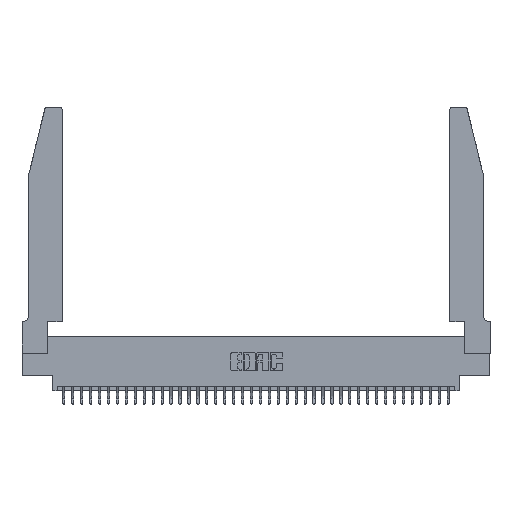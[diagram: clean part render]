
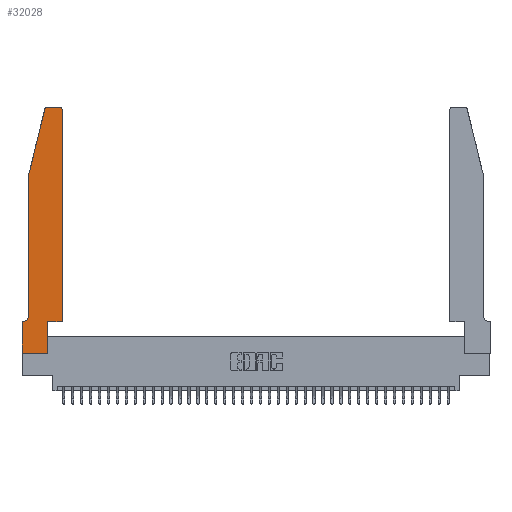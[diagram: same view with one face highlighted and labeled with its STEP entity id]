
A CAD part, top view. The second image highlights one B-rep face of the part: STEP entity #32028.
In plain terms, the highlighted planar face has unit normal (0, 0, 1).
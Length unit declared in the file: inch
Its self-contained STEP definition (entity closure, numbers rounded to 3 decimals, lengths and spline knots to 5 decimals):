
#86 = DIRECTION ( 'NONE',  ( 0., 1., 0. ) ) ;
#94 = ORIENTED_EDGE ( 'NONE', *, *, #38387, .T. ) ;
#120 = LINE ( 'NONE', #15158, #37682 ) ;
#342 = ORIENTED_EDGE ( 'NONE', *, *, #4179, .T. ) ;
#630 = DIRECTION ( 'NONE',  ( 1., 0., 0. ) ) ;
#1258 = CARTESIAN_POINT ( 'NONE',  ( 0.0755, 0.42, 0.37 ) ) ;
#1403 = EDGE_CURVE ( 'NONE', #26316, #16149, #120, .T. ) ;
#2040 = EDGE_CURVE ( 'NONE', #2293, #8814, #17154, .T. ) ;
#2293 = VERTEX_POINT ( 'NONE', #14628 ) ;
#2334 = VECTOR ( 'NONE', #21830, 39.37008 ) ;
#2751 = CARTESIAN_POINT ( 'NONE',  ( 0.0055, 0.35, 0.37 ) ) ;
#3031 = CARTESIAN_POINT ( 'NONE',  ( 0., 0., 0.37 ) ) ;
#3778 = VECTOR ( 'NONE', #21812, 39.37008 ) ;
#4179 = EDGE_CURVE ( 'NONE', #10360, #24754, #27942, .T. ) ;
#5220 = EDGE_CURVE ( 'NONE', #17945, #20197, #14524, .T. ) ;
#5595 = EDGE_CURVE ( 'NONE', #20624, #24739, #28768, .T. ) ;
#6293 = ORIENTED_EDGE ( 'NONE', *, *, #8713, .T. ) ;
#6390 = DIRECTION ( 'NONE',  ( 0., -1., 0. ) ) ;
#6739 = CARTESIAN_POINT ( 'NONE',  ( 0.284, 2.72, 0.37 ) ) ;
#7189 = CARTESIAN_POINT ( 'NONE',  ( 0.4505, 0.35, 0.37 ) ) ;
#8713 = EDGE_CURVE ( 'NONE', #8814, #10360, #12262, .T. ) ;
#8814 = VERTEX_POINT ( 'NONE', #38272 ) ;
#9079 = DIRECTION ( 'NONE',  ( -1., 0., 0. ) ) ;
#9210 = CARTESIAN_POINT ( 'NONE',  ( 0.4505, 0.35, 0.37 ) ) ;
#9816 = DIRECTION ( 'NONE',  ( 0., 1., 0. ) ) ;
#10360 = VERTEX_POINT ( 'NONE', #30916 ) ;
#11342 = LINE ( 'NONE', #28454, #2334 ) ;
#11743 = CARTESIAN_POINT ( 'NONE',  ( 0.2865, 0., 0.37 ) ) ;
#11892 = VECTOR ( 'NONE', #34522, 39.37008 ) ;
#12262 = LINE ( 'NONE', #7189, #33693 ) ;
#12325 = LINE ( 'NONE', #27380, #36593 ) ;
#12635 = EDGE_CURVE ( 'NONE', #24754, #17945, #15764, .T. ) ;
#12867 = LINE ( 'NONE', #29444, #11892 ) ;
#14524 = CIRCLE ( 'NONE', #37624, 0.03 ) ;
#14628 = CARTESIAN_POINT ( 'NONE',  ( 0.2865, 0.35, 0.37 ) ) ;
#14712 = DIRECTION ( 'NONE',  ( 1., 0., 0. ) ) ;
#14775 = VECTOR ( 'NONE', #36592, 39.37008 ) ;
#15158 = CARTESIAN_POINT ( 'NONE',  ( 0., 0., 0.37 ) ) ;
#15521 = ORIENTED_EDGE ( 'NONE', *, *, #5595, .T. ) ;
#15576 = ORIENTED_EDGE ( 'NONE', *, *, #2040, .T. ) ;
#15764 = LINE ( 'NONE', #33292, #27155 ) ;
#16149 = VERTEX_POINT ( 'NONE', #11743 ) ;
#16160 = VERTEX_POINT ( 'NONE', #27169 ) ;
#17068 = DIRECTION ( 'NONE',  ( -1., 0., 0. ) ) ;
#17154 = LINE ( 'NONE', #9210, #14775 ) ;
#17234 = AXIS2_PLACEMENT_3D ( 'NONE', #23040, #35273, #17068 ) ;
#17470 = CARTESIAN_POINT ( 'NONE',  ( 0.25487, 2.72718, 0.37 ) ) ;
#17945 = VERTEX_POINT ( 'NONE', #36769 ) ;
#17970 = DIRECTION ( 'NONE',  ( 1., 0., 0. ) ) ;
#19878 = VECTOR ( 'NONE', #86, 39.37008 ) ;
#20048 = EDGE_LOOP ( 'NONE', ( #23831, #36999, #31038, #34900, #15521, #28198, #94, #30974, #37027, #15576, #6293, #342 ) ) ;
#20197 = VERTEX_POINT ( 'NONE', #17470 ) ;
#20624 = VERTEX_POINT ( 'NONE', #1258 ) ;
#20828 = PLANE ( 'NONE',  #27057 ) ;
#21702 = CARTESIAN_POINT ( 'NONE',  ( 0.4205, 2.72, 0.37 ) ) ;
#21744 = CARTESIAN_POINT ( 'NONE',  ( 0.2865, 0.35, 0.37 ) ) ;
#21812 = DIRECTION ( 'NONE',  ( 0., -1., 0. ) ) ;
#21830 = DIRECTION ( 'NONE',  ( -0.239, -0.971, 0. ) ) ;
#22305 = CARTESIAN_POINT ( 'NONE',  ( 0., 0., 0.37 ) ) ;
#23040 = CARTESIAN_POINT ( 'NONE',  ( 0.0055, 0.42, 0.37 ) ) ;
#23831 = ORIENTED_EDGE ( 'NONE', *, *, #12635, .T. ) ;
#23870 = DIRECTION ( 'NONE',  ( 0., 0., 1. ) ) ;
#24367 = EDGE_CURVE ( 'NONE', #20197, #38610, #11342, .T. ) ;
#24739 = VERTEX_POINT ( 'NONE', #2751 ) ;
#24754 = VERTEX_POINT ( 'NONE', #36120 ) ;
#26316 = VERTEX_POINT ( 'NONE', #22305 ) ;
#26884 = EDGE_CURVE ( 'NONE', #16149, #2293, #32809, .T. ) ;
#27057 = AXIS2_PLACEMENT_3D ( 'NONE', #29490, #23870, #14712 ) ;
#27155 = VECTOR ( 'NONE', #9079, 39.37008 ) ;
#27169 = CARTESIAN_POINT ( 'NONE',  ( 0., 0.35, 0.37 ) ) ;
#27380 = CARTESIAN_POINT ( 'NONE',  ( 0.0755, 2., 0.37 ) ) ;
#27563 = LINE ( 'NONE', #3031, #3778 ) ;
#27663 = AXIS2_PLACEMENT_3D ( 'NONE', #21702, #36573, #37106 ) ;
#27942 = CIRCLE ( 'NONE', #27663, 0.03 ) ;
#28012 = DIRECTION ( 'NONE',  ( 0., 0., 1. ) ) ;
#28198 = ORIENTED_EDGE ( 'NONE', *, *, #37459, .T. ) ;
#28454 = CARTESIAN_POINT ( 'NONE',  ( 0.0755, 2., 0.37 ) ) ;
#28768 = CIRCLE ( 'NONE', #17234, 0.07 ) ;
#29444 = CARTESIAN_POINT ( 'NONE',  ( 0.0755, 0.35, 0.37 ) ) ;
#29490 = CARTESIAN_POINT ( 'NONE',  ( 0., 0.35, 0.37 ) ) ;
#30916 = CARTESIAN_POINT ( 'NONE',  ( 0.4505, 2.72, 0.37 ) ) ;
#30974 = ORIENTED_EDGE ( 'NONE', *, *, #1403, .T. ) ;
#31038 = ORIENTED_EDGE ( 'NONE', *, *, #24367, .T. ) ;
#32028 = ADVANCED_FACE ( 'NONE', ( #32713 ), #20828, .T. ) ;
#32713 = FACE_OUTER_BOUND ( 'NONE', #20048, .T. ) ;
#32809 = LINE ( 'NONE', #21744, #19878 ) ;
#33292 = CARTESIAN_POINT ( 'NONE',  ( 0.2605, 2.75, 0.37 ) ) ;
#33693 = VECTOR ( 'NONE', #9816, 39.37008 ) ;
#34522 = DIRECTION ( 'NONE',  ( -1., 0., 0. ) ) ;
#34900 = ORIENTED_EDGE ( 'NONE', *, *, #38265, .T. ) ;
#35273 = DIRECTION ( 'NONE',  ( 0., 0., -1. ) ) ;
#36120 = CARTESIAN_POINT ( 'NONE',  ( 0.4205, 2.75, 0.37 ) ) ;
#36573 = DIRECTION ( 'NONE',  ( 0., 0., 1. ) ) ;
#36592 = DIRECTION ( 'NONE',  ( 1., 0., 0. ) ) ;
#36593 = VECTOR ( 'NONE', #6390, 39.37008 ) ;
#36769 = CARTESIAN_POINT ( 'NONE',  ( 0.284, 2.75, 0.37 ) ) ;
#36999 = ORIENTED_EDGE ( 'NONE', *, *, #5220, .T. ) ;
#37027 = ORIENTED_EDGE ( 'NONE', *, *, #26884, .T. ) ;
#37106 = DIRECTION ( 'NONE',  ( 1., 0., 0. ) ) ;
#37459 = EDGE_CURVE ( 'NONE', #24739, #16160, #12867, .T. ) ;
#37624 = AXIS2_PLACEMENT_3D ( 'NONE', #6739, #28012, #630 ) ;
#37682 = VECTOR ( 'NONE', #17970, 39.37008 ) ;
#38264 = CARTESIAN_POINT ( 'NONE',  ( 0.0755, 2., 0.37 ) ) ;
#38265 = EDGE_CURVE ( 'NONE', #38610, #20624, #12325, .T. ) ;
#38272 = CARTESIAN_POINT ( 'NONE',  ( 0.4505, 0.35, 0.37 ) ) ;
#38387 = EDGE_CURVE ( 'NONE', #16160, #26316, #27563, .T. ) ;
#38610 = VERTEX_POINT ( 'NONE', #38264 ) ;
